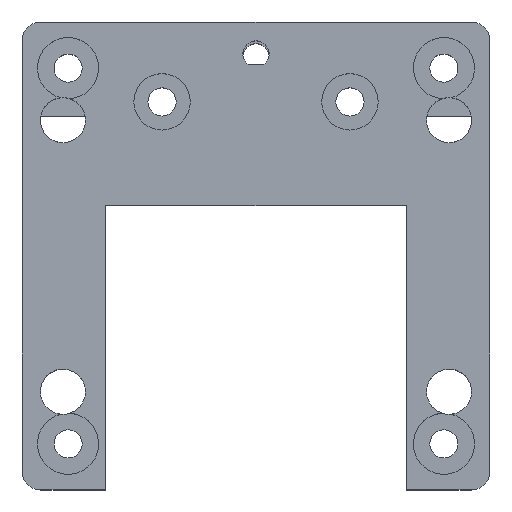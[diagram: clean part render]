
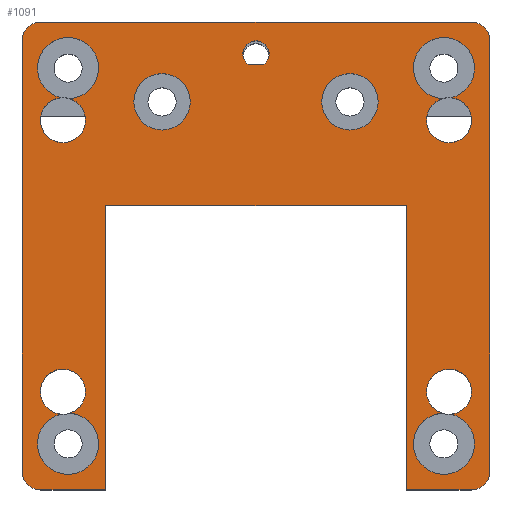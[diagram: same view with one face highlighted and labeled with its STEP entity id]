
A CAD part, top view. The second image highlights one B-rep face of the part: STEP entity #1091.
In plain terms, the highlighted planar face has unit normal (0, 0, 1).
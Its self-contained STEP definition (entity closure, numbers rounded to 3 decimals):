
#19=FACE_BOUND('',#199,.T.);
#20=FACE_BOUND('',#200,.T.);
#21=FACE_BOUND('',#201,.T.);
#22=FACE_BOUND('',#202,.T.);
#23=FACE_BOUND('',#203,.T.);
#24=FACE_BOUND('',#204,.T.);
#25=FACE_BOUND('',#205,.T.);
#37=CIRCLE('',#1156,3.25);
#45=CIRCLE('',#1168,3.25);
#48=CIRCLE('',#1173,3.25);
#56=CIRCLE('',#1185,3.25);
#59=CIRCLE('',#1190,2.4);
#61=CIRCLE('',#1193,2.4);
#62=CIRCLE('',#1195,2.);
#63=CIRCLE('',#1196,2.);
#64=CIRCLE('',#1197,2.);
#65=CIRCLE('',#1198,2.);
#66=CIRCLE('',#1199,3.);
#67=CIRCLE('',#1200,3.);
#68=CIRCLE('',#1201,1.4);
#69=CIRCLE('',#1202,2.4);
#70=CIRCLE('',#1203,2.4);
#71=CIRCLE('',#1204,2.4);
#72=CIRCLE('',#1205,2.4);
#137=FACE_OUTER_BOUND('',#198,.T.);
#198=EDGE_LOOP('',(#799,#800,#801,#802,#803,#804,#805,#806,#807,#808,#809,
#810));
#199=EDGE_LOOP('',(#811,#812));
#200=EDGE_LOOP('',(#813,#814));
#201=EDGE_LOOP('',(#815));
#202=EDGE_LOOP('',(#816));
#203=EDGE_LOOP('',(#817,#818));
#204=EDGE_LOOP('',(#819,#820,#821));
#205=EDGE_LOOP('',(#822,#823,#824));
#284=LINE('',#1724,#384);
#285=LINE('',#1726,#385);
#286=LINE('',#1728,#386);
#287=LINE('',#1732,#387);
#288=LINE('',#1736,#388);
#289=LINE('',#1740,#389);
#290=LINE('',#1744,#390);
#291=LINE('',#1745,#391);
#292=LINE('',#1753,#392);
#384=VECTOR('',#1391,10.);
#385=VECTOR('',#1392,10.);
#386=VECTOR('',#1393,10.);
#387=VECTOR('',#1396,10.);
#388=VECTOR('',#1399,10.);
#389=VECTOR('',#1402,10.);
#390=VECTOR('',#1405,10.);
#391=VECTOR('',#1406,10.);
#392=VECTOR('',#1413,10.);
#468=VERTEX_POINT('',#1641);
#470=VERTEX_POINT('',#1645);
#477=VERTEX_POINT('',#1666);
#478=VERTEX_POINT('',#1668);
#481=VERTEX_POINT('',#1677);
#483=VERTEX_POINT('',#1681);
#490=VERTEX_POINT('',#1702);
#491=VERTEX_POINT('',#1704);
#495=VERTEX_POINT('',#1722);
#496=VERTEX_POINT('',#1723);
#497=VERTEX_POINT('',#1725);
#498=VERTEX_POINT('',#1727);
#499=VERTEX_POINT('',#1729);
#500=VERTEX_POINT('',#1731);
#501=VERTEX_POINT('',#1733);
#502=VERTEX_POINT('',#1735);
#503=VERTEX_POINT('',#1737);
#504=VERTEX_POINT('',#1739);
#505=VERTEX_POINT('',#1741);
#506=VERTEX_POINT('',#1743);
#507=VERTEX_POINT('',#1746);
#508=VERTEX_POINT('',#1748);
#509=VERTEX_POINT('',#1750);
#510=VERTEX_POINT('',#1751);
#511=VERTEX_POINT('',#1754);
#512=VERTEX_POINT('',#1757);
#577=EDGE_CURVE('',#468,#470,#37,.T.);
#587=EDGE_CURVE('',#478,#477,#45,.T.);
#594=EDGE_CURVE('',#481,#483,#48,.T.);
#604=EDGE_CURVE('',#491,#490,#56,.T.);
#610=EDGE_CURVE('',#477,#478,#59,.T.);
#613=EDGE_CURVE('',#490,#491,#61,.T.);
#614=EDGE_CURVE('',#495,#496,#284,.T.);
#615=EDGE_CURVE('',#495,#497,#285,.T.);
#616=EDGE_CURVE('',#497,#498,#286,.T.);
#617=EDGE_CURVE('',#498,#499,#62,.T.);
#618=EDGE_CURVE('',#499,#500,#287,.T.);
#619=EDGE_CURVE('',#500,#501,#63,.T.);
#620=EDGE_CURVE('',#501,#502,#288,.T.);
#621=EDGE_CURVE('',#502,#503,#64,.T.);
#622=EDGE_CURVE('',#503,#504,#289,.T.);
#623=EDGE_CURVE('',#504,#505,#65,.T.);
#624=EDGE_CURVE('',#505,#506,#290,.T.);
#625=EDGE_CURVE('',#506,#496,#291,.T.);
#626=EDGE_CURVE('',#507,#507,#66,.T.);
#627=EDGE_CURVE('',#508,#508,#67,.T.);
#628=EDGE_CURVE('',#509,#510,#68,.T.);
#629=EDGE_CURVE('',#509,#510,#292,.T.);
#630=EDGE_CURVE('',#483,#511,#69,.T.);
#631=EDGE_CURVE('',#511,#481,#70,.T.);
#632=EDGE_CURVE('',#470,#512,#71,.T.);
#633=EDGE_CURVE('',#512,#468,#72,.T.);
#799=ORIENTED_EDGE('',*,*,#614,.F.);
#800=ORIENTED_EDGE('',*,*,#615,.T.);
#801=ORIENTED_EDGE('',*,*,#616,.T.);
#802=ORIENTED_EDGE('',*,*,#617,.T.);
#803=ORIENTED_EDGE('',*,*,#618,.T.);
#804=ORIENTED_EDGE('',*,*,#619,.T.);
#805=ORIENTED_EDGE('',*,*,#620,.T.);
#806=ORIENTED_EDGE('',*,*,#621,.T.);
#807=ORIENTED_EDGE('',*,*,#622,.T.);
#808=ORIENTED_EDGE('',*,*,#623,.T.);
#809=ORIENTED_EDGE('',*,*,#624,.T.);
#810=ORIENTED_EDGE('',*,*,#625,.T.);
#811=ORIENTED_EDGE('',*,*,#587,.T.);
#812=ORIENTED_EDGE('',*,*,#610,.T.);
#813=ORIENTED_EDGE('',*,*,#604,.T.);
#814=ORIENTED_EDGE('',*,*,#613,.T.);
#815=ORIENTED_EDGE('',*,*,#626,.T.);
#816=ORIENTED_EDGE('',*,*,#627,.T.);
#817=ORIENTED_EDGE('',*,*,#628,.T.);
#818=ORIENTED_EDGE('',*,*,#629,.F.);
#819=ORIENTED_EDGE('',*,*,#594,.T.);
#820=ORIENTED_EDGE('',*,*,#630,.T.);
#821=ORIENTED_EDGE('',*,*,#631,.T.);
#822=ORIENTED_EDGE('',*,*,#577,.T.);
#823=ORIENTED_EDGE('',*,*,#632,.T.);
#824=ORIENTED_EDGE('',*,*,#633,.T.);
#1046=PLANE('',#1194);
#1091=ADVANCED_FACE('',(#137,#19,#20,#21,#22,#23,#24,#25),#1046,.T.);
#1156=AXIS2_PLACEMENT_3D('',#1647,#1301,#1302);
#1168=AXIS2_PLACEMENT_3D('',#1669,#1327,#1328);
#1173=AXIS2_PLACEMENT_3D('',#1683,#1341,#1342);
#1185=AXIS2_PLACEMENT_3D('',#1705,#1367,#1368);
#1190=AXIS2_PLACEMENT_3D('',#1715,#1380,#1381);
#1193=AXIS2_PLACEMENT_3D('',#1720,#1387,#1388);
#1194=AXIS2_PLACEMENT_3D('',#1721,#1389,#1390);
#1195=AXIS2_PLACEMENT_3D('',#1730,#1394,#1395);
#1196=AXIS2_PLACEMENT_3D('',#1734,#1397,#1398);
#1197=AXIS2_PLACEMENT_3D('',#1738,#1400,#1401);
#1198=AXIS2_PLACEMENT_3D('',#1742,#1403,#1404);
#1199=AXIS2_PLACEMENT_3D('',#1747,#1407,#1408);
#1200=AXIS2_PLACEMENT_3D('',#1749,#1409,#1410);
#1201=AXIS2_PLACEMENT_3D('',#1752,#1411,#1412);
#1202=AXIS2_PLACEMENT_3D('',#1755,#1414,#1415);
#1203=AXIS2_PLACEMENT_3D('',#1756,#1416,#1417);
#1204=AXIS2_PLACEMENT_3D('',#1758,#1418,#1419);
#1205=AXIS2_PLACEMENT_3D('',#1759,#1420,#1421);
#1301=DIRECTION('center_axis',(0.,0.,-1.));
#1302=DIRECTION('ref_axis',(1.,0.,0.));
#1327=DIRECTION('center_axis',(0.,0.,-1.));
#1328=DIRECTION('ref_axis',(1.,0.,0.));
#1341=DIRECTION('center_axis',(0.,0.,-1.));
#1342=DIRECTION('ref_axis',(1.,0.,0.));
#1367=DIRECTION('center_axis',(0.,0.,-1.));
#1368=DIRECTION('ref_axis',(1.,0.,0.));
#1380=DIRECTION('center_axis',(0.,0.,-1.));
#1381=DIRECTION('ref_axis',(0.,1.,0.));
#1387=DIRECTION('center_axis',(0.,0.,-1.));
#1388=DIRECTION('ref_axis',(0.,1.,0.));
#1389=DIRECTION('center_axis',(0.,0.,1.));
#1390=DIRECTION('ref_axis',(1.,0.,0.));
#1391=DIRECTION('',(-1.,0.,0.));
#1392=DIRECTION('',(0.,-1.,0.));
#1393=DIRECTION('',(1.,0.,0.));
#1394=DIRECTION('center_axis',(0.,0.,1.));
#1395=DIRECTION('ref_axis',(0.,-1.,0.));
#1396=DIRECTION('',(0.,1.,0.));
#1397=DIRECTION('center_axis',(0.,0.,1.));
#1398=DIRECTION('ref_axis',(1.,0.,0.));
#1399=DIRECTION('',(-1.,0.,0.));
#1400=DIRECTION('center_axis',(0.,0.,1.));
#1401=DIRECTION('ref_axis',(0.,1.,0.));
#1402=DIRECTION('',(0.,-1.,0.));
#1403=DIRECTION('center_axis',(0.,0.,1.));
#1404=DIRECTION('ref_axis',(-1.,0.,0.));
#1405=DIRECTION('',(1.,0.,0.));
#1406=DIRECTION('',(0.,1.,0.));
#1407=DIRECTION('center_axis',(0.,0.,-1.));
#1408=DIRECTION('ref_axis',(1.,0.,0.));
#1409=DIRECTION('center_axis',(0.,0.,-1.));
#1410=DIRECTION('ref_axis',(1.,0.,0.));
#1411=DIRECTION('center_axis',(0.,0.,-1.));
#1412=DIRECTION('ref_axis',(1.,0.,0.));
#1413=DIRECTION('',(1.,0.,0.));
#1414=DIRECTION('center_axis',(0.,0.,-1.));
#1415=DIRECTION('ref_axis',(0.,1.,0.));
#1416=DIRECTION('center_axis',(0.,0.,-1.));
#1417=DIRECTION('ref_axis',(0.,1.,0.));
#1418=DIRECTION('center_axis',(0.,0.,-1.));
#1419=DIRECTION('ref_axis',(0.,1.,0.));
#1420=DIRECTION('center_axis',(0.,0.,-1.));
#1421=DIRECTION('ref_axis',(0.,1.,0.));
#1641=CARTESIAN_POINT('',(-20.762,-2.944,8.));
#1645=CARTESIAN_POINT('',(-19.873,-3.033,8.));
#1647=CARTESIAN_POINT('Origin',(-20.,0.215,8.));
#1666=CARTESIAN_POINT('',(19.873,-36.537,8.));
#1668=CARTESIAN_POINT('',(20.762,-36.626,8.));
#1669=CARTESIAN_POINT('Origin',(20.,-39.785,8.));
#1677=CARTESIAN_POINT('',(19.873,-3.033,8.));
#1681=CARTESIAN_POINT('',(20.762,-2.944,8.));
#1683=CARTESIAN_POINT('Origin',(20.,0.215,8.));
#1702=CARTESIAN_POINT('',(-20.762,-36.626,8.));
#1704=CARTESIAN_POINT('',(-19.873,-36.537,8.));
#1705=CARTESIAN_POINT('Origin',(-20.,-39.785,8.));
#1715=CARTESIAN_POINT('Origin',(20.55,-34.235,8.));
#1720=CARTESIAN_POINT('Origin',(-20.55,-34.235,8.));
#1721=CARTESIAN_POINT('Origin',(0.,-19.785,
8.));
#1722=CARTESIAN_POINT('',(16.,-14.435,8.));
#1723=CARTESIAN_POINT('',(-16.,-14.435,8.));
#1724=CARTESIAN_POINT('',(-8.55,-14.435,8.));
#1725=CARTESIAN_POINT('',(16.,-44.685,8.));
#1726=CARTESIAN_POINT('',(16.,-36.885,8.));
#1727=CARTESIAN_POINT('',(22.9,-44.685,8.));
#1728=CARTESIAN_POINT('',(17.1,-44.685,8.));
#1729=CARTESIAN_POINT('',(24.9,-42.685,8.));
#1730=CARTESIAN_POINT('Origin',(22.9,-42.685,8.));
#1731=CARTESIAN_POINT('',(24.9,3.115,8.));
#1732=CARTESIAN_POINT('',(24.9,-42.685,8.));
#1733=CARTESIAN_POINT('',(22.9,5.115,8.));
#1734=CARTESIAN_POINT('Origin',(22.9,3.115,8.));
#1735=CARTESIAN_POINT('',(-22.9,5.115,8.));
#1736=CARTESIAN_POINT('',(22.9,5.115,8.));
#1737=CARTESIAN_POINT('',(-24.9,3.115,8.));
#1738=CARTESIAN_POINT('Origin',(-22.9,3.115,8.));
#1739=CARTESIAN_POINT('',(-24.9,-42.685,8.));
#1740=CARTESIAN_POINT('',(-24.9,3.115,8.));
#1741=CARTESIAN_POINT('',(-22.9,-44.685,8.));
#1742=CARTESIAN_POINT('Origin',(-22.9,-42.685,8.));
#1743=CARTESIAN_POINT('',(-16.,-44.685,8.));
#1744=CARTESIAN_POINT('',(-22.9,-44.685,8.));
#1745=CARTESIAN_POINT('',(-16.,-36.885,8.));
#1746=CARTESIAN_POINT('',(7.,-3.385,8.));
#1747=CARTESIAN_POINT('Origin',(10.,-3.385,8.));
#1748=CARTESIAN_POINT('',(-13.,-3.385,8.));
#1749=CARTESIAN_POINT('Origin',(-10.,-3.385,8.));
#1750=CARTESIAN_POINT('',(-0.798,0.565,8.));
#1751=CARTESIAN_POINT('',(0.798,0.565,8.));
#1752=CARTESIAN_POINT('Origin',(0.,1.715,8.));
#1753=CARTESIAN_POINT('',(8.55,0.565,8.));
#1754=CARTESIAN_POINT('',(20.55,-7.735,8.));
#1755=CARTESIAN_POINT('Origin',(20.55,-5.335,8.));
#1756=CARTESIAN_POINT('Origin',(20.55,-5.335,8.));
#1757=CARTESIAN_POINT('',(-20.55,-7.735,8.));
#1758=CARTESIAN_POINT('Origin',(-20.55,-5.335,8.));
#1759=CARTESIAN_POINT('Origin',(-20.55,-5.335,8.));
